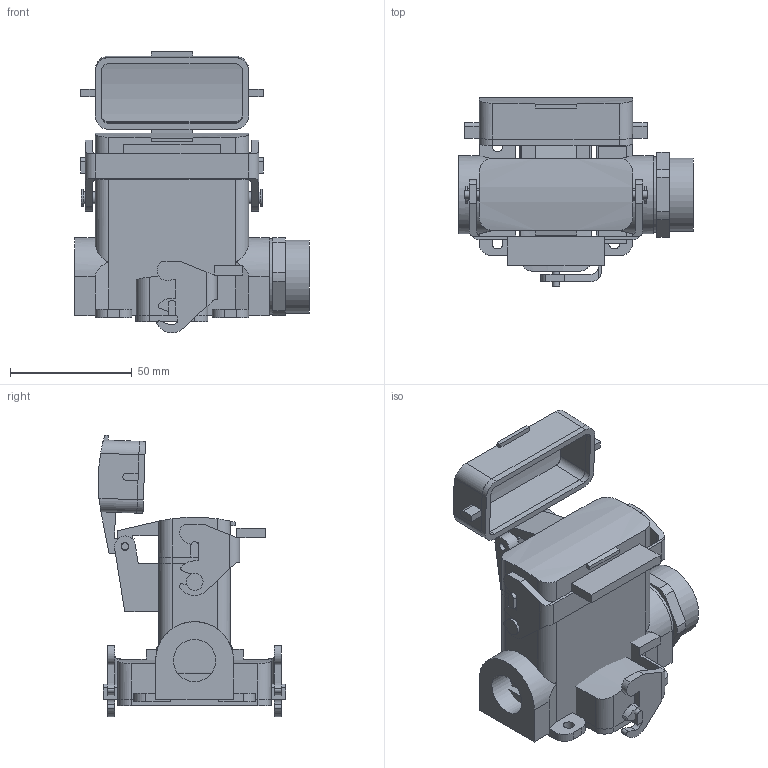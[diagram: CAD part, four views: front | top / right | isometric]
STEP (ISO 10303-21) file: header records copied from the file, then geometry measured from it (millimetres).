
FILE_DESCRIPTION( ( 'Unknown' ), '1' );
FILE_NAME( 'H_A_10_SDR_LB_NPT_34_ASM.stp', 'Unknown', ( 'Unknown' ), ( 'Unknown' ), 'PSStep 11.0', 'Unknown', ' ' );
FILE_SCHEMA( ( 'AUTOMOTIVE_DESIGN { 1 0 10303 214 1 1 1 1 }' ) );
Length unit declared in the file: millimetre
Products named in the file (4): Assem1; H_A_10_LB_DVINCI; H_A_10_DECKEL; H_A_10_SDR_LB_NPT_34
Bounding box: 96.5 x 77.13 x 115.66 mm (x, y, z)
Volume: 173124.9 mm3; surface area: 106534.9 mm2
Topology: 7 solids, 7 shells, 568 faces, 1512 edges, 998 vertices
Faces by surface type: plane 366, cylinder 200, cone 2
Full cylindrical faces by diameter (mm): 2.459 x8, 3 x6, 3.2 x4, 4.5 x8, 4.9 x4, 7 x4, 17.4 x2, 21.8 x2, 24.239 x2, 30 x2, 31 x2
Entity records: 9995 total; most frequent: CARTESIAN_POINT 1615, DIRECTION 1314, ORIENTED_EDGE 1276, EDGE_CURVE 638, LINE 444, VECTOR 444, AXIS2_PLACEMENT_3D 435, VERTEX_POINT 432
